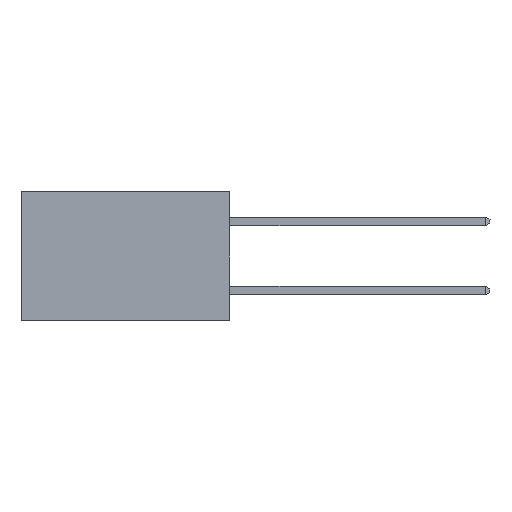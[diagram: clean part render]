
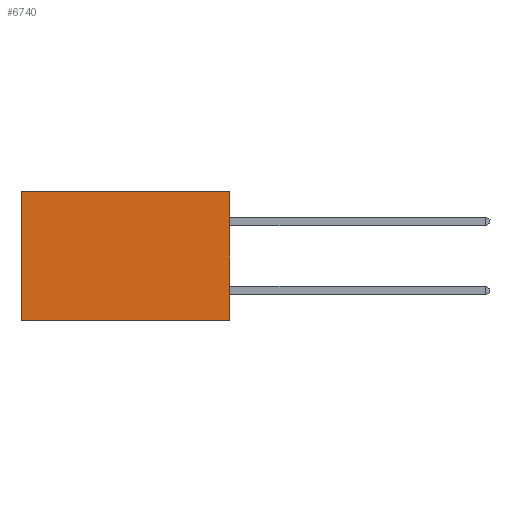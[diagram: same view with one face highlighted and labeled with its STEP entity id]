
A CAD part, left-side view. The second image highlights one B-rep face of the part: STEP entity #6740.
In plain terms, the highlighted planar face has unit normal (-1, 0, 0).
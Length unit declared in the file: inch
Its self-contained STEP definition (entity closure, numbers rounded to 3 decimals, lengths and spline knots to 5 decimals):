
#533 = ORIENTED_EDGE ( 'NONE', *, *, #6302, .F. ) ;
#881 = EDGE_CURVE ( 'NONE', #4626, #4645, #1550, .T. ) ;
#1493 = CARTESIAN_POINT ( 'NONE',  ( 0.2615, 0., -0.37 ) ) ;
#1502 = CARTESIAN_POINT ( 'NONE',  ( 0.2615, 0.6, -0.37 ) ) ;
#1550 = LINE ( 'NONE', #4904, #9309 ) ;
#1582 = DIRECTION ( 'NONE',  ( 1., 0., 0. ) ) ;
#2115 = LINE ( 'NONE', #2843, #2472 ) ;
#2472 = VECTOR ( 'NONE', #5987, 39.37008 ) ;
#2740 = VECTOR ( 'NONE', #5097, 39.37008 ) ;
#2843 = CARTESIAN_POINT ( 'NONE',  ( 0.2615, 0., -0.37 ) ) ;
#3158 = DIRECTION ( 'NONE',  ( 0., 0., -1. ) ) ;
#3273 = ORIENTED_EDGE ( 'NONE', *, *, #6836, .T. ) ;
#3517 = ORIENTED_EDGE ( 'NONE', *, *, #881, .F. ) ;
#3579 = CARTESIAN_POINT ( 'NONE',  ( 0.2615, 0., 0. ) ) ;
#3696 = EDGE_CURVE ( 'NONE', #4626, #4467, #9130, .T. ) ;
#4467 = VERTEX_POINT ( 'NONE', #5795 ) ;
#4531 = CARTESIAN_POINT ( 'NONE',  ( 0.2615, 0., 0. ) ) ;
#4626 = VERTEX_POINT ( 'NONE', #3579 ) ;
#4645 = VERTEX_POINT ( 'NONE', #7829 ) ;
#4904 = CARTESIAN_POINT ( 'NONE',  ( 0.2615, 0., -0.37 ) ) ;
#5097 = DIRECTION ( 'NONE',  ( 0., 1., 0. ) ) ;
#5795 = CARTESIAN_POINT ( 'NONE',  ( 0.2615, 0.6, 0. ) ) ;
#5987 = DIRECTION ( 'NONE',  ( 0., 1., 0. ) ) ;
#5989 = EDGE_LOOP ( 'NONE', ( #3273, #533, #3517, #7303 ) ) ;
#6133 = FACE_OUTER_BOUND ( 'NONE', #5989, .T. ) ;
#6302 = EDGE_CURVE ( 'NONE', #4645, #6335, #2115, .T. ) ;
#6335 = VERTEX_POINT ( 'NONE', #1502 ) ;
#6740 = ADVANCED_FACE ( 'NONE', ( #6133 ), #10019, .F. ) ;
#6836 = EDGE_CURVE ( 'NONE', #4467, #6335, #6945, .T. ) ;
#6945 = LINE ( 'NONE', #10067, #7085 ) ;
#7049 = DIRECTION ( 'NONE',  ( 0., 0., -1. ) ) ;
#7085 = VECTOR ( 'NONE', #7049, 39.37008 ) ;
#7303 = ORIENTED_EDGE ( 'NONE', *, *, #3696, .T. ) ;
#7829 = CARTESIAN_POINT ( 'NONE',  ( 0.2615, 0., -0.37 ) ) ;
#8433 = DIRECTION ( 'NONE',  ( 0., 0., -1. ) ) ;
#9042 = AXIS2_PLACEMENT_3D ( 'NONE', #1493, #1582, #8433 ) ;
#9130 = LINE ( 'NONE', #4531, #2740 ) ;
#9309 = VECTOR ( 'NONE', #3158, 39.37008 ) ;
#10019 = PLANE ( 'NONE',  #9042 ) ;
#10067 = CARTESIAN_POINT ( 'NONE',  ( 0.2615, 0.6, -0.37 ) ) ;
